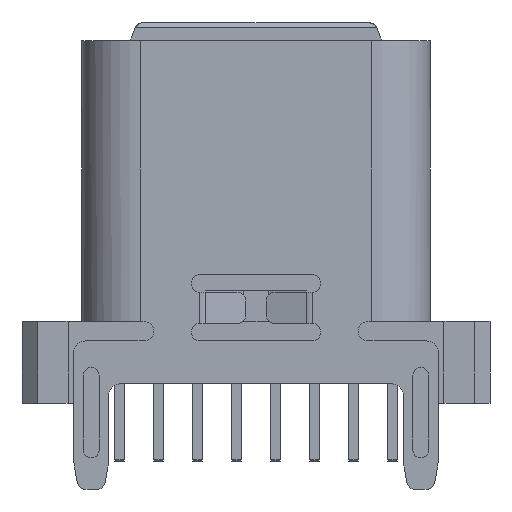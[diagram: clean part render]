
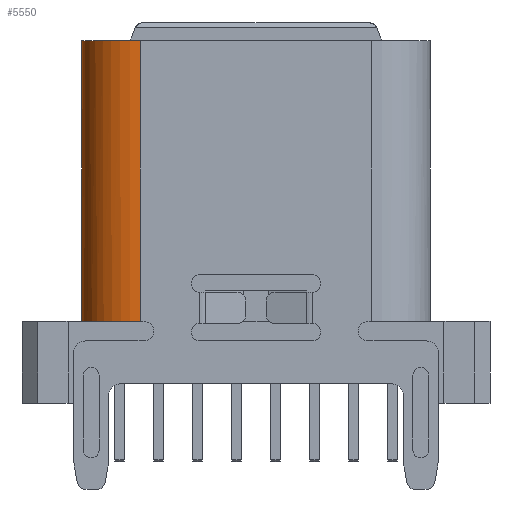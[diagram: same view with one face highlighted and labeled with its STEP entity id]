
A CAD part, front view. The second image highlights one B-rep face of the part: STEP entity #5550.
In plain terms, the highlighted cylindrical face has radius 1.5 mm (diameter 3 mm), a partial arc.
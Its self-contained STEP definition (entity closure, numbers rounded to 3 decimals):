
#5483=CARTESIAN_POINT('',(-4.476,-0.065,6.722));
#5484=VERTEX_POINT('',#5483);
#5491=CARTESIAN_POINT('',(-4.476,-0.065,13.922));
#5492=VERTEX_POINT('',#5491);
#5493=CARTESIAN_POINT('',(-4.476,-0.065,13.922));
#5494=DIRECTION('',(0.,-0.,-1.));
#5495=VECTOR('',#5494,7.2);
#5496=LINE('',#5493,#5495);
#5497=EDGE_CURVE('NONE',#5492,#5484,#5496,.T.);
#5509=CARTESIAN_POINT('',(-2.976,-0.065,21.722));
#5510=DIRECTION('',(0.,-0.,-1.));
#5511=DIRECTION('',(0.,1.,-0.));
#5512=AXIS2_PLACEMENT_3D('',#5509,#5510,#5511);
#5513=CYLINDRICAL_SURFACE('',#5512,1.5);
#5514=ORIENTED_EDGE('',*,*,#5497,.T.);
#5515=CARTESIAN_POINT('',(-3.915,-1.235,6.722));
#5516=VERTEX_POINT('',#5515);
#5517=CARTESIAN_POINT('',(-2.976,-0.065,6.722));
#5518=DIRECTION('',(0.,-0.,-1.));
#5519=DIRECTION('',(0.,1.,-0.));
#5520=AXIS2_PLACEMENT_3D('',#5517,#5518,#5519);
#5521=CIRCLE('',#5520,1.5);
#5522=EDGE_CURVE('NONE',#5516,#5484,#5521,.T.);
#5523=ORIENTED_EDGE('',*,*,#5522,.F.);
#5524=CARTESIAN_POINT('',(-2.976,-1.565,6.722));
#5525=VERTEX_POINT('',#5524);
#5526=CARTESIAN_POINT('',(-2.976,-0.065,6.722));
#5527=DIRECTION('',(0.,-0.,-1.));
#5528=DIRECTION('',(0.,1.,-0.));
#5529=AXIS2_PLACEMENT_3D('',#5526,#5527,#5528);
#5530=CIRCLE('',#5529,1.5);
#5531=EDGE_CURVE('NONE',#5525,#5516,#5530,.T.);
#5532=ORIENTED_EDGE('',*,*,#5531,.F.);
#5533=CARTESIAN_POINT('',(-2.976,-1.565,13.922));
#5534=VERTEX_POINT('',#5533);
#5535=CARTESIAN_POINT('',(-2.976,-1.565,13.922));
#5536=DIRECTION('',(-0.,-0.,-1.));
#5537=VECTOR('',#5536,7.2);
#5538=LINE('',#5535,#5537);
#5539=EDGE_CURVE('NONE',#5534,#5525,#5538,.T.);
#5540=ORIENTED_EDGE('',*,*,#5539,.F.);
#5541=CARTESIAN_POINT('',(-2.976,-0.065,13.922));
#5542=DIRECTION('',(0.,-0.,-1.));
#5543=DIRECTION('',(0.,1.,-0.));
#5544=AXIS2_PLACEMENT_3D('',#5541,#5542,#5543);
#5545=CIRCLE('',#5544,1.5);
#5546=EDGE_CURVE('NONE',#5534,#5492,#5545,.T.);
#5547=ORIENTED_EDGE('',*,*,#5546,.T.);
#5548=EDGE_LOOP('',(#5514,#5523,#5532,#5540,#5547));
#5549=FACE_BOUND('',#5548,.T.);
#5550=ADVANCED_FACE('NONE',(#5549),#5513,.T.);
